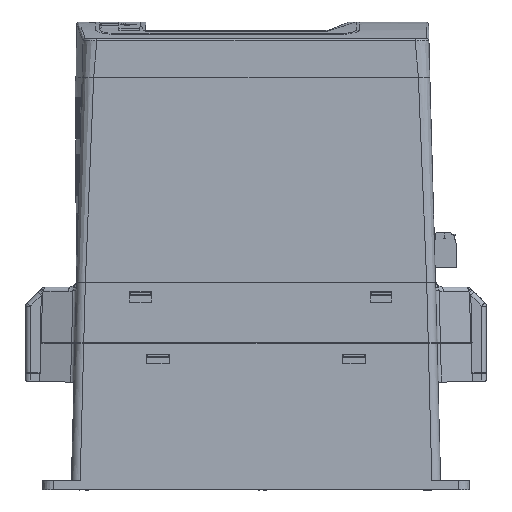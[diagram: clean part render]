
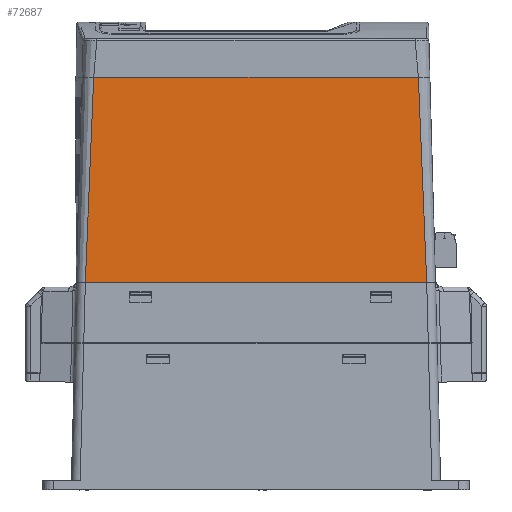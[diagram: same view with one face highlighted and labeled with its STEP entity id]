
A CAD part, left-side view. The second image highlights one B-rep face of the part: STEP entity #72687.
In plain terms, the highlighted planar face has unit normal (-1, 0, 0.026).
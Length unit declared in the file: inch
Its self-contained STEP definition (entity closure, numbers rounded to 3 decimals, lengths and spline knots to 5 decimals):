
#663 = CARTESIAN_POINT ( 'NONE',  ( -2.33435, -2.79989, 2.93251 ) ) ;
#1535 = CARTESIAN_POINT ( 'NONE',  ( -2.39545, -2.89507, 0.59877 ) ) ;
#3206 = LINE ( 'NONE', #59273, #64853 ) ;
#3619 = DIRECTION ( 'NONE',  ( 1., 0., -0.026 ) ) ;
#14502 = CARTESIAN_POINT ( 'NONE',  ( -2.41066, 2.91828, 0.01772 ) ) ;
#17646 = CARTESIAN_POINT ( 'NONE',  ( -2.31893, -2.77593, 3.52165 ) ) ;
#18017 = VERTEX_POINT ( 'NONE', #134250 ) ;
#18023 = CARTESIAN_POINT ( 'NONE',  ( -2.37256, 2.85887, 1.47308 ) ) ;
#25959 = LINE ( 'NONE', #149000, #93159 ) ;
#29483 = FACE_OUTER_BOUND ( 'NONE', #172763, .T. ) ;
#30343 = DIRECTION ( 'NONE',  ( 0.026, 0., 1. ) ) ;
#31784 = CARTESIAN_POINT ( 'NONE',  ( -2.32672, -2.78405, 3.22429 ) ) ;
#44263 = CARTESIAN_POINT ( 'NONE',  ( -2.40305, -2.91082, 0.30835 ) ) ;
#45123 = CARTESIAN_POINT ( 'NONE',  ( -2.31898, -2.77598, 3.51987 ) ) ;
#48108 = EDGE_CURVE ( 'NONE', #64811, #169545, #3206, .T. ) ;
#51891 = ORIENTED_EDGE ( 'NONE', *, *, #86922, .F. ) ;
#54995 = CARTESIAN_POINT ( 'NONE',  ( -2.38784, -2.88323, 0.8893 ) ) ;
#56359 = CARTESIAN_POINT ( 'NONE',  ( -2.36492, 2.84696, 1.76496 ) ) ;
#58988 = CARTESIAN_POINT ( 'NONE',  ( -2.33435, 2.79934, 2.93251 ) ) ;
#59273 = CARTESIAN_POINT ( 'NONE',  ( -2.31893, -6.74892, 3.52165 ) ) ;
#59717 = DIRECTION ( 'NONE',  ( 0., 1., 0. ) ) ;
#64811 = VERTEX_POINT ( 'NONE', #17646 ) ;
#64853 = VECTOR ( 'NONE', #87812, 39.37008 ) ;
#68345 = CARTESIAN_POINT ( 'NONE',  ( -2.3802, -2.87132, 1.18119 ) ) ;
#69263 = CARTESIAN_POINT ( 'NONE',  ( -2.31902, -2.77603, 3.51808 ) ) ;
#72687 = ADVANCED_FACE ( 'NONE', ( #29483 ), #165882, .F. ) ;
#73600 = CARTESIAN_POINT ( 'NONE',  ( -2.41066, -2.91883, 0.01772 ) ) ;
#76457 = VERTEX_POINT ( 'NONE', #73600 ) ;
#83319 = CARTESIAN_POINT ( 'NONE',  ( -2.31893, 2.77538, 3.52165 ) ) ;
#83848 = CARTESIAN_POINT ( 'NONE',  ( -2.41066, 3.06784, 0.01772 ) ) ;
#85771 = CARTESIAN_POINT ( 'NONE',  ( -2.40305, 2.91027, 0.30835 ) ) ;
#86163 = CARTESIAN_POINT ( 'NONE',  ( -2.36492, -2.84751, 1.76496 ) ) ;
#86922 = EDGE_CURVE ( 'NONE', #76457, #18017, #25959, .T. ) ;
#87812 = DIRECTION ( 'NONE',  ( 0., 1., 0. ) ) ;
#90269 = B_SPLINE_CURVE_WITH_KNOTS ( 'NONE', 3,
 ( #14502, #85771, #125914, #100039, #140191, #18023, #56359, #111667, #99152, #124133, #58988, #137575, #153527, #109885, #154428, #123266 ),
 .UNSPECIFIED., .F., .F.,
 ( 4, 3, 3, 3, 3, 4 ),
 ( 0., 0.24874, 0.49865, 0.74856, 0.99847, 1. ),
 .UNSPECIFIED. ) ;
#91826 = B_SPLINE_CURVE_WITH_KNOTS ( 'NONE', 3,
 ( #167298, #45123, #69263, #152193, #31784, #663, #123657, #137958, #98658, #86163, #140571, #68345, #54995, #1535, #44263, #109398 ),
 .UNSPECIFIED., .F., .F.,
 ( 4, 3, 3, 3, 3, 4 ),
 ( 0., 0.00153, 0.25144, 0.50135, 0.75126, 1. ),
 .UNSPECIFIED. ) ;
#93159 = VECTOR ( 'NONE', #59717, 39.37008 ) ;
#98658 = CARTESIAN_POINT ( 'NONE',  ( -2.35728, -2.8356, 2.05685 ) ) ;
#99152 = CARTESIAN_POINT ( 'NONE',  ( -2.34964, 2.82315, 2.34874 ) ) ;
#100039 = CARTESIAN_POINT ( 'NONE',  ( -2.38784, 2.88268, 0.8893 ) ) ;
#103435 = ORIENTED_EDGE ( 'NONE', *, *, #159236, .F. ) ;
#109398 = CARTESIAN_POINT ( 'NONE',  ( -2.41066, -2.91883, 0.01772 ) ) ;
#109885 = CARTESIAN_POINT ( 'NONE',  ( -2.31902, 2.77548, 3.51808 ) ) ;
#111667 = CARTESIAN_POINT ( 'NONE',  ( -2.35728, 2.83506, 2.05685 ) ) ;
#118994 = ORIENTED_EDGE ( 'NONE', *, *, #48108, .T. ) ;
#123266 = CARTESIAN_POINT ( 'NONE',  ( -2.31893, 2.77538, 3.52165 ) ) ;
#123657 = CARTESIAN_POINT ( 'NONE',  ( -2.342, -2.81179, 2.64063 ) ) ;
#124133 = CARTESIAN_POINT ( 'NONE',  ( -2.342, 2.81125, 2.64063 ) ) ;
#125914 = CARTESIAN_POINT ( 'NONE',  ( -2.39545, 2.89453, 0.59877 ) ) ;
#127955 = AXIS2_PLACEMENT_3D ( 'NONE', #83848, #3619, #30343 ) ;
#129636 = EDGE_CURVE ( 'NONE', #18017, #169545, #90269, .T. ) ;
#134250 = CARTESIAN_POINT ( 'NONE',  ( -2.41066, 2.91828, 0.01772 ) ) ;
#137575 = CARTESIAN_POINT ( 'NONE',  ( -2.32672, 2.7835, 3.22429 ) ) ;
#137958 = CARTESIAN_POINT ( 'NONE',  ( -2.34964, -2.8237, 2.34874 ) ) ;
#140191 = CARTESIAN_POINT ( 'NONE',  ( -2.3802, 2.87077, 1.18119 ) ) ;
#140571 = CARTESIAN_POINT ( 'NONE',  ( -2.37256, -2.85941, 1.47308 ) ) ;
#149000 = CARTESIAN_POINT ( 'NONE',  ( -2.41066, 3.06784, 0.01772 ) ) ;
#152193 = CARTESIAN_POINT ( 'NONE',  ( -2.31907, -2.77608, 3.51629 ) ) ;
#153527 = CARTESIAN_POINT ( 'NONE',  ( -2.31907, 2.77553, 3.51629 ) ) ;
#154428 = CARTESIAN_POINT ( 'NONE',  ( -2.31898, 2.77543, 3.51987 ) ) ;
#159236 = EDGE_CURVE ( 'NONE', #64811, #76457, #91826, .T. ) ;
#165882 = PLANE ( 'NONE',  #127955 ) ;
#167298 = CARTESIAN_POINT ( 'NONE',  ( -2.31893, -2.77593, 3.52165 ) ) ;
#169545 = VERTEX_POINT ( 'NONE', #83319 ) ;
#172763 = EDGE_LOOP ( 'NONE', ( #103435, #118994, #172812, #51891 ) ) ;
#172812 = ORIENTED_EDGE ( 'NONE', *, *, #129636, .F. ) ;
